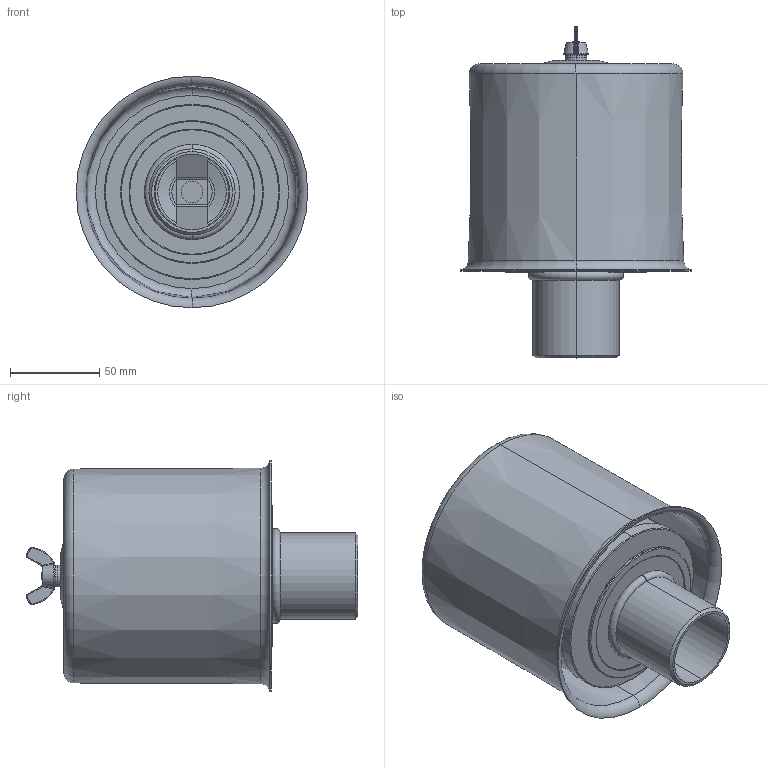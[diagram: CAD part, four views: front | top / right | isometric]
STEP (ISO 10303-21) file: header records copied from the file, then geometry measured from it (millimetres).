
FILE_DESCRIPTION((''),'2;1');
FILE_NAME('401-00035_ASM','2017-03-09T',('DELL'),('vacuvane vacuum technology gmbh'),'CREO PARAMETRIC BY PTC INC, 2014190','CREO PARAMETRIC BY PTC INC, 2014190','');
FILE_SCHEMA(('CONFIG_CONTROL_DESIGN'));
Length unit declared in the file: millimetre
Products named in the file (8): 401-00035-900; 401-00035-901; 401-00060; 401-00035-902; 401-00035-903; 000-00175; DIN-314-M6; 401-00035_ASM
Assembly tree (8 placements, depth 2):
  401-00035_ASM
    401-00035-900
    401-00035-901  x2
    401-00060
    401-00035-902
    401-00035-903
    000-00175
    DIN-314-M6
Bounding box: 129.5 x 185.6 x 129.5 mm (x, y, z)
Volume: 554369 mm3; surface area: 221375.5 mm2
Topology: 8 solids, 8 shells, 232 faces, 498 edges, 290 vertices
Faces by surface type: torus 76, cylinder 68, plane 44, cone 20, bspline 20, sphere 4
Entity records: 7208 total; most frequent: CARTESIAN_POINT 1958, DIRECTION 1220, ORIENTED_EDGE 980, AXIS2_PLACEMENT_3D 546, EDGE_CURVE 490, CIRCLE 322, VERTEX_POINT 286, EDGE_LOOP 254
